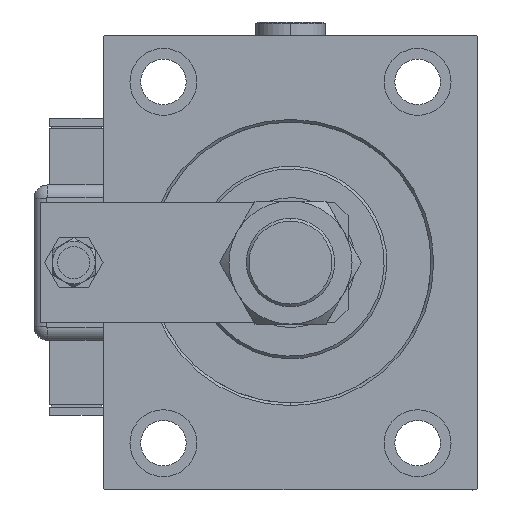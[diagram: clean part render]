
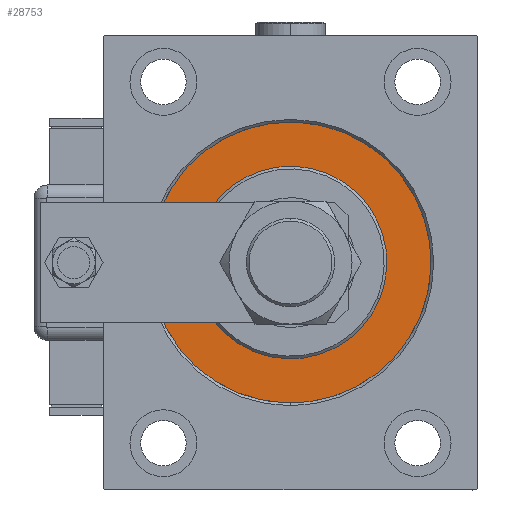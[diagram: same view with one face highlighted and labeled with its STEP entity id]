
A CAD part, left-side view. The second image highlights one B-rep face of the part: STEP entity #28753.
In plain terms, the highlighted face is planar.
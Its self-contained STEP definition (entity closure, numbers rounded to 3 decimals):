
#1818 = FACE_BOUND ( 'NONE', #60259, .T. ) ;
#7059 = ORIENTED_EDGE ( 'NONE', *, *, #56424, .F. ) ;
#7532 = DIRECTION ( 'NONE',  ( 0., 0., 1. ) ) ;
#7763 = AXIS2_PLACEMENT_3D ( 'NONE', #38546, #29017, #13558 ) ;
#10790 = CIRCLE ( 'NONE', #7763, 36. ) ;
#11622 = FACE_OUTER_BOUND ( 'NONE', #39965, .T. ) ;
#11966 = DIRECTION ( 'NONE',  ( -1., 0., 0. ) ) ;
#12023 = ORIENTED_EDGE ( 'NONE', *, *, #13346, .F. ) ;
#13346 = EDGE_CURVE ( 'NONE', #36671, #21710, #34241, .T. ) ;
#13558 = DIRECTION ( 'NONE',  ( 0., 0., -1. ) ) ;
#16953 = CARTESIAN_POINT ( 'NONE',  ( 0., 0., 52.5 ) ) ;
#17404 = DIRECTION ( 'NONE',  ( 0., 0., -1. ) ) ;
#17703 = CARTESIAN_POINT ( 'NONE',  ( 0., 0., 0. ) ) ;
#21710 = VERTEX_POINT ( 'NONE', #49903 ) ;
#26163 = CARTESIAN_POINT ( 'NONE',  ( 0., 0., 0. ) ) ;
#27067 = CIRCLE ( 'NONE', #62456, 52.5 ) ;
#28753 = ADVANCED_FACE ( 'NONE', ( #1818, #11622 ), #50227, .F. ) ;
#29017 = DIRECTION ( 'NONE',  ( 1., 0., 0. ) ) ;
#31249 = DIRECTION ( 'NONE',  ( 0., 0., 1. ) ) ;
#31561 = CARTESIAN_POINT ( 'NONE',  ( 0., 0., 0. ) ) ;
#34241 = CIRCLE ( 'NONE', #50426, 52.5 ) ;
#36617 = CARTESIAN_POINT ( 'NONE',  ( 0., 0., 0. ) ) ;
#36671 = VERTEX_POINT ( 'NONE', #16953 ) ;
#36970 = VERTEX_POINT ( 'NONE', #59148 ) ;
#36994 = DIRECTION ( 'NONE',  ( 1., 0., 0. ) ) ;
#37010 = AXIS2_PLACEMENT_3D ( 'NONE', #26163, #37214, #61586 ) ;
#37214 = DIRECTION ( 'NONE',  ( -1., 0., 0. ) ) ;
#38546 = CARTESIAN_POINT ( 'NONE',  ( 0., 0., 0. ) ) ;
#39811 = ORIENTED_EDGE ( 'NONE', *, *, #45410, .F. ) ;
#39965 = EDGE_LOOP ( 'NONE', ( #53866, #12023 ) ) ;
#40212 = CARTESIAN_POINT ( 'NONE',  ( 0., 0., 36. ) ) ;
#45410 = EDGE_CURVE ( 'NONE', #55135, #36970, #60816, .T. ) ;
#49903 = CARTESIAN_POINT ( 'NONE',  ( 0., 0., -52.5 ) ) ;
#50227 = PLANE ( 'NONE',  #37010 ) ;
#50426 = AXIS2_PLACEMENT_3D ( 'NONE', #36617, #11966, #31249 ) ;
#50710 = AXIS2_PLACEMENT_3D ( 'NONE', #17703, #36994, #17404 ) ;
#50884 = DIRECTION ( 'NONE',  ( -1., 0., 0. ) ) ;
#53866 = ORIENTED_EDGE ( 'NONE', *, *, #59782, .F. ) ;
#55135 = VERTEX_POINT ( 'NONE', #40212 ) ;
#56424 = EDGE_CURVE ( 'NONE', #36970, #55135, #10790, .T. ) ;
#59148 = CARTESIAN_POINT ( 'NONE',  ( 0., 0., -36. ) ) ;
#59782 = EDGE_CURVE ( 'NONE', #21710, #36671, #27067, .T. ) ;
#60259 = EDGE_LOOP ( 'NONE', ( #39811, #7059 ) ) ;
#60816 = CIRCLE ( 'NONE', #50710, 36. ) ;
#61586 = DIRECTION ( 'NONE',  ( 0., 0., 1. ) ) ;
#62456 = AXIS2_PLACEMENT_3D ( 'NONE', #31561, #50884, #7532 ) ;
